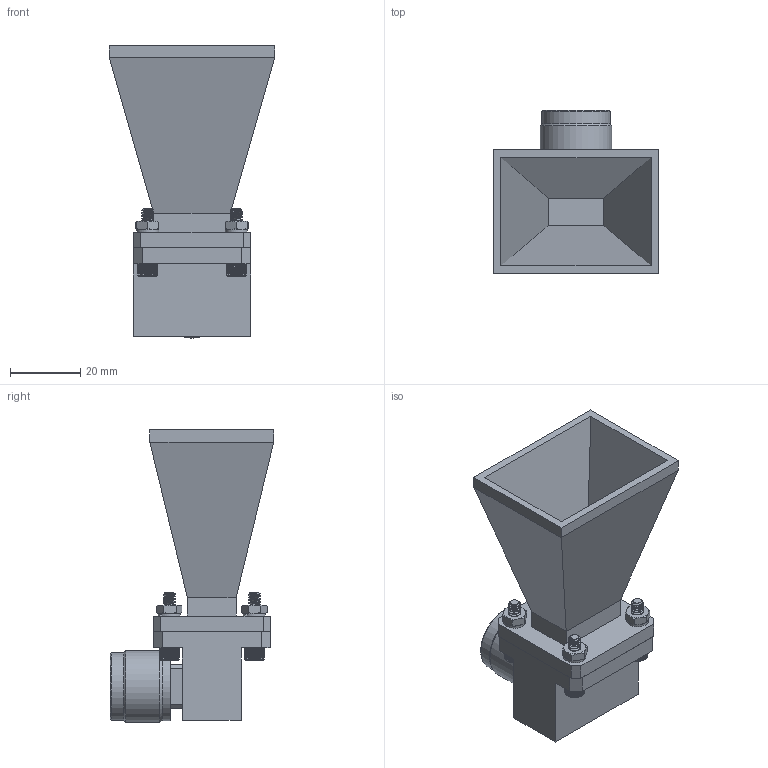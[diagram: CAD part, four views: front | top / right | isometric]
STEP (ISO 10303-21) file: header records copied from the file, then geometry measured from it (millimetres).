
FILE_DESCRIPTION (( 'STEP AP214' ), '1' );
FILE_NAME ('PEWAN062-15NM_3D.STEP', '2021-11-22T22:24:05', ( '' ), ( '' ), 'SwSTEP 2.0', 'SolidWorks 2021', '' );
FILE_SCHEMA (( 'AUTOMOTIVE_DESIGN' ));
Length unit declared in the file: inch
Products named in the file (6): 6-32HN-NARROW_90730A007; PEWAN062-15; PE9806; 6-32SH-HXx.625_92196A150; PEWAN062-15NM_3D; 6-LW
Assembly tree (14 placements, depth 2):
  PEWAN062-15NM_3D
    6-32HN-NARROW_90730A007  x4
    6-32SH-HXx.625_92196A150  x4
    6-LW  x4
    PE9806
    PEWAN062-15
Bounding box: 47.05 x 46.65 x 83.36 mm (x, y, z)
Volume: 40775.4 mm3; surface area: 25619.6 mm2
Topology: 14 solids, 14 shells, 1038 faces, 2371 edges, 1379 vertices
Faces by surface type: plane 635, cone 345, cylinder 37, bspline 20, sphere 1
Full cylindrical faces by diameter (mm): 1.682 x1, 3.006 x1, 3.67 x4, 3.7 x4, 7.058 x1, 8.359 x1, 16.33 x1, 16.359 x1, 19.4 x1, 19.473 x1, 20.32 x1
Entity records: 12481 total; most frequent: CARTESIAN_POINT 5204, ORIENTED_EDGE 1478, DIRECTION 1283, EDGE_CURVE 739, AXIS2_PLACEMENT_3D 488, VERTEX_POINT 461, EDGE_LOOP 404, FACE_OUTER_BOUND 353
